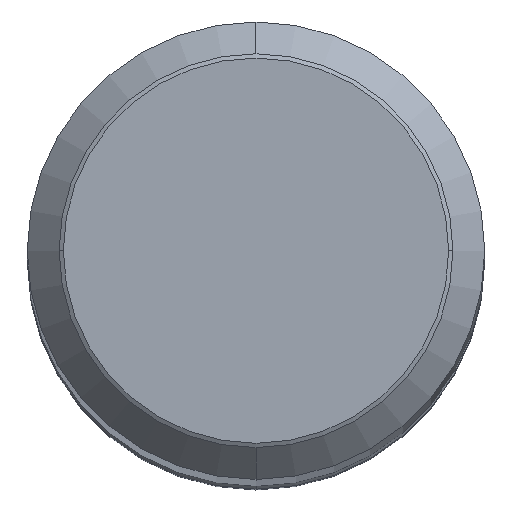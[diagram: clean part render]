
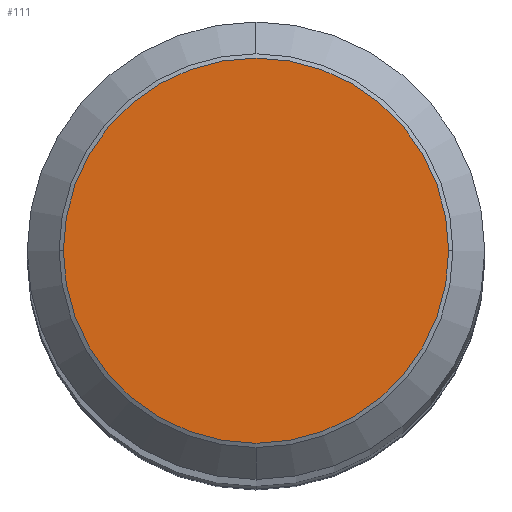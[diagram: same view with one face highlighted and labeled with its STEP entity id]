
A CAD part, top view. The second image highlights one B-rep face of the part: STEP entity #111.
In plain terms, the highlighted planar face has unit normal (0, 0, 1).
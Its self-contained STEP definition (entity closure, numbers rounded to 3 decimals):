
#111=ADVANCED_FACE('',(#301),#302,.T.);
#161=EDGE_CURVE('',#205,#223,#361,.T.);
#185=EDGE_CURVE('',#223,#205,#385,.T.);
#205=VERTEX_POINT('',#409);
#223=VERTEX_POINT('',#428);
#301=FACE_OUTER_BOUND('',#501,.T.);
#302=PLANE('',#502);
#361=CIRCLE('',#578,5.053);
#385=CIRCLE('',#613,5.053);
#409=CARTESIAN_POINT('',(5.053,0.,145.9));
#428=CARTESIAN_POINT('',(-5.053,0.,145.9));
#501=EDGE_LOOP('',(#755,#756));
#502=AXIS2_PLACEMENT_3D('',#757,#758,#759);
#578=AXIS2_PLACEMENT_3D('',#861,#862,#863);
#613=AXIS2_PLACEMENT_3D('',#879,#880,#881);
#755=ORIENTED_EDGE('',*,*,#185,.T.);
#756=ORIENTED_EDGE('',*,*,#161,.T.);
#757=CARTESIAN_POINT('',(0.,-2.55,145.9));
#758=DIRECTION('',(0.0,0.0,1.0));
#759=DIRECTION('',(0.,-1.0,0.0));
#861=CARTESIAN_POINT('',(0.,0.0,145.9));
#862=DIRECTION('',(0.0,0.0,1.0));
#863=DIRECTION('',(-1.0,0.,0.0));
#879=CARTESIAN_POINT('',(0.,0.0,145.9));
#880=DIRECTION('',(0.0,0.0,1.0));
#881=DIRECTION('',(-1.0,0.,0.0));
